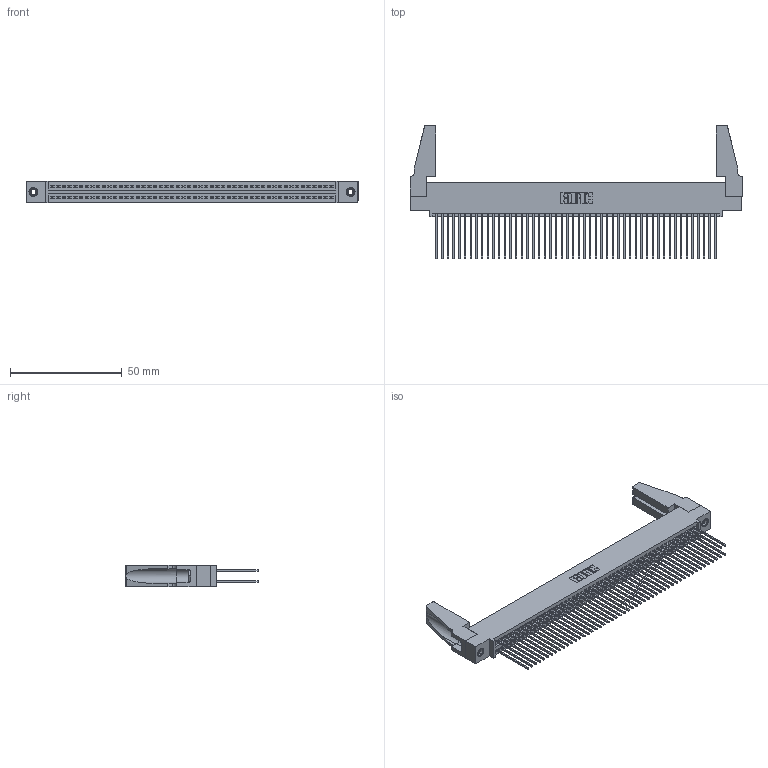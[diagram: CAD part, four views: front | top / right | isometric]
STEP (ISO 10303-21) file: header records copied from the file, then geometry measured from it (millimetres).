
FILE_DESCRIPTION (( 'STEP AP203' ), '1' );
FILE_NAME ('395-100-541-588.STEP', '2019-10-26T15:42:12', ( '' ), ( '' ), 'SwSTEP 2.0', 'SolidWorks 2016', '' );
FILE_SCHEMA (( 'CONFIG_CONTROL_DESIGN' ));
Length unit declared in the file: inch
Products named in the file (5): 345 Part_0.110 Offset - 0.156 Dia-TH; 345-292-001_345-293-141; 345-250-001_345-250-001-102; 345-220-078_345-220-088; 395-100-541-588
Assembly tree (105 placements, depth 2):
  395-100-541-588
    345 Part_0.110 Offset - 0.156 Dia-TH
    345-292-001_345-293-141  x100
    345-250-001_345-250-001-102  x2
    345-220-078_345-220-088  x2
Bounding box: 148.23 x 59.61 x 9.4 mm (x, y, z)
Volume: 18226.7 mm3; surface area: 28201.3 mm2
Topology: 105 solids, 105 shells, 5254 faces, 15567 edges, 10234 vertices
Faces by surface type: plane 3456, cylinder 1782, cone 12, torus 4
Entity records: 40452 total; most frequent: CARTESIAN_POINT 6770, ORIENTED_EDGE 6664, DIRECTION 5964, EDGE_CURVE 3332, VECTOR 2958, LINE 2958, VERTEX_POINT 2214, AXIS2_PLACEMENT_3D 1503
